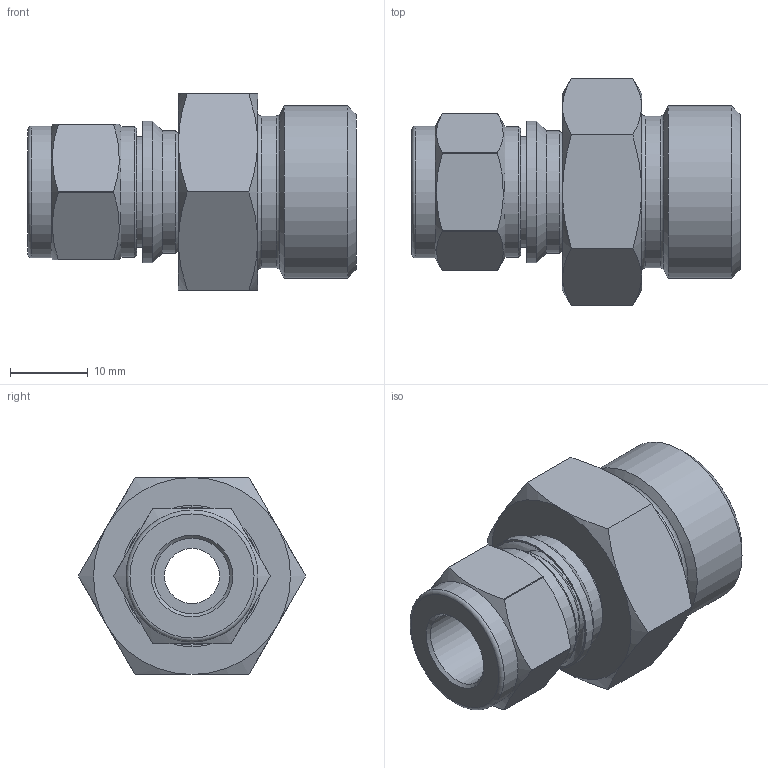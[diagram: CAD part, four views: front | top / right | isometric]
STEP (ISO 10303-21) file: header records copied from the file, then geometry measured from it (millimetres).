
FILE_DESCRIPTION(/* description */ (''),/* implementation_level */ '2;1');
FILE_NAME(/* name */ 'SSMCI-6-10U.stp',/* time_stamp */ '2022-07-06T11:37:27+09:00',/* author */ ('user'),/* organization */ (''),/* preprocessor_version */ 'ST-DEVELOPER v18.1',/* originating_system */ 'Autodesk Inventor 2022',/* authorisation */ '');
FILE_SCHEMA (('AUTOMOTIVE_DESIGN { 1 0 10303 214 3 1 1 }'));
Length unit declared in the file: millimetre
Products named in the file (1): SSMC-6-10U
Bounding box: 42.31 x 29.33 x 25.4 mm (x, y, z)
Volume: 10586.2 mm3; surface area: 5939.7 mm2
Topology: 1 solids, 1 shells, 66 faces, 147 edges, 89 vertices
Faces by surface type: cone 24, plane 20, cylinder 18, torus 4
Full cylindrical faces by diameter (mm): 7.112 x1, 9.73 x1, 12.5 x1, 13.05 x1, 14.28 x1, 15 x1, 15.8 x1, 16.8 x1, 17 x1, 18.25 x1, 19.6 x1, 22.225 x1
Entity records: 1833 total; most frequent: CARTESIAN_POINT 375, DIRECTION 314, ORIENTED_EDGE 294, EDGE_CURVE 147, AXIS2_PLACEMENT_3D 136, VERTEX_POINT 89, EDGE_LOOP 74, CIRCLE 69
